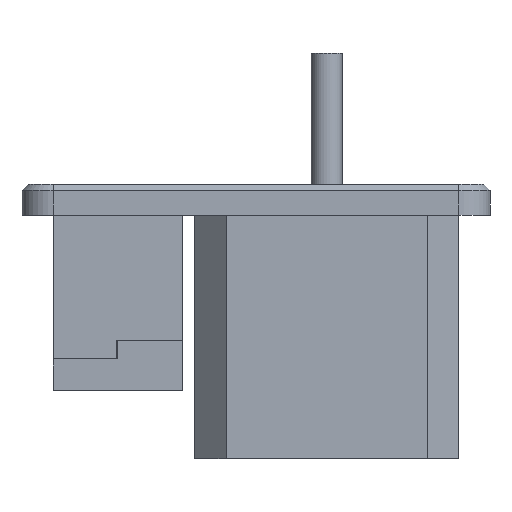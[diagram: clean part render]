
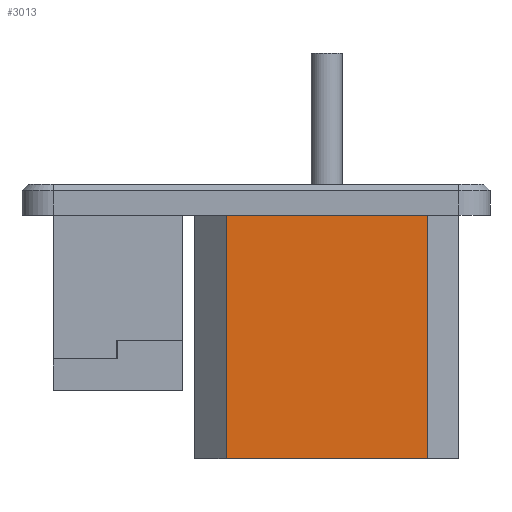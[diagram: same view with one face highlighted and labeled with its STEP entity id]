
A CAD part, front view. The second image highlights one B-rep face of the part: STEP entity #3013.
In plain terms, the highlighted face is planar.
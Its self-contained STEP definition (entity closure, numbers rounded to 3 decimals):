
#347=FACE_OUTER_BOUND('',#527,.T.);
#527=EDGE_LOOP('',(#2040,#2041,#2042,#2043));
#760=LINE('',#4603,#1037);
#761=LINE('',#4605,#1038);
#762=LINE('',#4607,#1039);
#763=LINE('',#4608,#1040);
#1037=VECTOR('',#3618,32.3);
#1038=VECTOR('',#3619,39.);
#1039=VECTOR('',#3620,32.3);
#1040=VECTOR('',#3621,39.);
#1314=VERTEX_POINT('',#4601);
#1315=VERTEX_POINT('',#4602);
#1316=VERTEX_POINT('',#4604);
#1317=VERTEX_POINT('',#4606);
#1602=EDGE_CURVE('',#1314,#1315,#760,.T.);
#1603=EDGE_CURVE('',#1316,#1314,#761,.T.);
#1604=EDGE_CURVE('',#1316,#1317,#762,.T.);
#1605=EDGE_CURVE('',#1315,#1317,#763,.T.);
#2040=ORIENTED_EDGE('',*,*,#1602,.F.);
#2041=ORIENTED_EDGE('',*,*,#1603,.F.);
#2042=ORIENTED_EDGE('',*,*,#1604,.T.);
#2043=ORIENTED_EDGE('',*,*,#1605,.F.);
#2913=PLANE('',#3256);
#3013=ADVANCED_FACE('',(#347),#2913,.T.);
#3256=AXIS2_PLACEMENT_3D('',#4600,#3616,#3617);
#3616=DIRECTION('center_axis',(0.,0.,-1.));
#3617=DIRECTION('ref_axis',(-1.,0.,0.));
#3618=DIRECTION('',(1.,0.,0.));
#3619=DIRECTION('',(0.,-1.,0.));
#3620=DIRECTION('',(1.,0.,0.));
#3621=DIRECTION('',(0.,1.,0.));
#4600=CARTESIAN_POINT('Origin',(21.15,39.,-21.15));
#4601=CARTESIAN_POINT('',(-16.15,0.,-21.15));
#4602=CARTESIAN_POINT('',(16.15,0.,-21.15));
#4603=CARTESIAN_POINT('',(-16.15,0.,-21.15));
#4604=CARTESIAN_POINT('',(-16.15,39.,-21.15));
#4605=CARTESIAN_POINT('',(-16.15,39.,-21.15));
#4606=CARTESIAN_POINT('',(16.15,39.,-21.15));
#4607=CARTESIAN_POINT('',(-16.15,39.,-21.15));
#4608=CARTESIAN_POINT('',(16.15,0.,-21.15));
